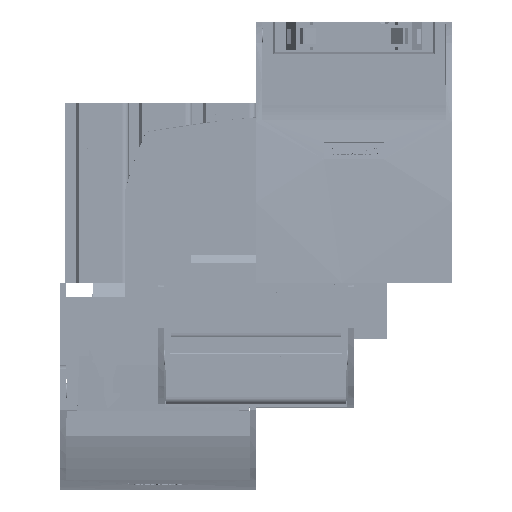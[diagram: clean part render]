
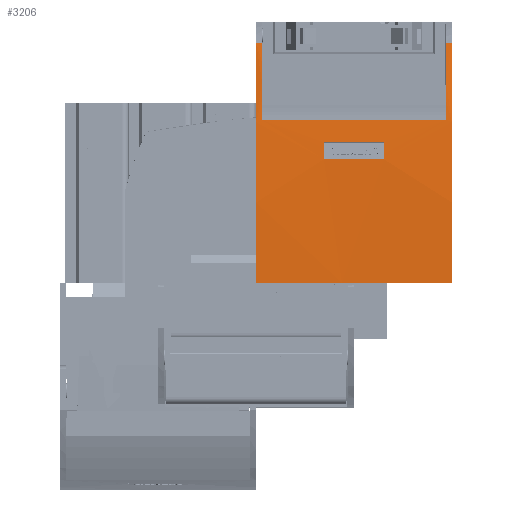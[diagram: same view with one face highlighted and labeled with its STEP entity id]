
A CAD part, top view. The second image highlights one B-rep face of the part: STEP entity #3206.
In plain terms, the highlighted cylindrical face has radius 400 mm (diameter 800 mm), a partial arc.
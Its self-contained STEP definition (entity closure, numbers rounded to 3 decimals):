
#3206 = ADVANCED_FACE( '', ( #7372, #7373 ), #7374, .T. );
#7372 = FACE_OUTER_BOUND( '', #12831, .T. );
#7373 = FACE_BOUND( '', #12832, .T. );
#7374 = CYLINDRICAL_SURFACE( '', #12833, 400. );
#12831 = EDGE_LOOP( '', ( #22712, #22713, #22714, #22715, #22716, #22717, #22718, #22719, #22720 ) );
#12832 = EDGE_LOOP( '', ( #22721, #22722, #22723, #22724 ) );
#12833 = AXIS2_PLACEMENT_3D( '', #22725, #22726, #22727 );
#22712 = ORIENTED_EDGE( '', *, *, #32182, .F. );
#22713 = ORIENTED_EDGE( '', *, *, #34023, .T. );
#22714 = ORIENTED_EDGE( '', *, *, #34024, .F. );
#22715 = ORIENTED_EDGE( '', *, *, #31229, .T. );
#22716 = ORIENTED_EDGE( '', *, *, #34025, .T. );
#22717 = ORIENTED_EDGE( '', *, *, #33374, .F. );
#22718 = ORIENTED_EDGE( '', *, *, #32656, .F. );
#22719 = ORIENTED_EDGE( '', *, *, #34026, .F. );
#22720 = ORIENTED_EDGE( '', *, *, #31738, .T. );
#22721 = ORIENTED_EDGE( '', *, *, #34027, .F. );
#22722 = ORIENTED_EDGE( '', *, *, #34028, .T. );
#22723 = ORIENTED_EDGE( '', *, *, #34029, .T. );
#22724 = ORIENTED_EDGE( '', *, *, #34030, .F. );
#22725 = CARTESIAN_POINT( '', ( 28.5, 363.9, -37. ) );
#22726 = DIRECTION( '', ( -1., 0., 0. ) );
#22727 = DIRECTION( '', ( 0., 0., 1. ) );
#31229 = EDGE_CURVE( '', #36471, #36475, #36477, .T. );
#31738 = EDGE_CURVE( '', #37374, #37372, #37375, .T. );
#32182 = EDGE_CURVE( '', #38139, #37372, #38140, .T. );
#32656 = EDGE_CURVE( '', #38912, #38908, #38914, .T. );
#33374 = EDGE_CURVE( '', #38908, #40012, #40013, .T. );
#34023 = EDGE_CURVE( '', #38139, #40953, #40954, .T. );
#34024 = EDGE_CURVE( '', #36471, #40953, #40955, .T. );
#34025 = EDGE_CURVE( '', #36475, #40012, #40956, .T. );
#34026 = EDGE_CURVE( '', #37374, #38912, #40957, .T. );
#34027 = EDGE_CURVE( '', #40958, #40959, #40960, .T. );
#34028 = EDGE_CURVE( '', #40958, #40961, #40962, .T. );
#34029 = EDGE_CURVE( '', #40961, #40963, #40964, .T. );
#34030 = EDGE_CURVE( '', #40959, #40963, #40965, .T. );
#36471 = VERTEX_POINT( '', #44261 );
#36475 = VERTEX_POINT( '', #44266 );
#36477 = LINE( '', #44268, #44269 );
#37372 = VERTEX_POINT( '', #46327 );
#37374 = VERTEX_POINT( '', #46329 );
#37375 = LINE( '', #46330, #46331 );
#38139 = VERTEX_POINT( '', #47942 );
#38140 = ELLIPSE( '', #47943, 400.015, 400. );
#38908 = VERTEX_POINT( '', #49695 );
#38912 = VERTEX_POINT( '', #49701 );
#38914 = LINE( '', #49704, #49705 );
#40012 = VERTEX_POINT( '', #51796 );
#40013 = LINE( '', #51797, #51798 );
#40953 = VERTEX_POINT( '', #53549 );
#40954 = LINE( '', #53550, #53551 );
#40955 = ELLIPSE( '', #53552, 400.015, 400. );
#40956 = CIRCLE( '', #53553, 400. );
#40957 = CIRCLE( '', #53554, 400. );
#40958 = VERTEX_POINT( '', #53555 );
#40959 = VERTEX_POINT( '', #53556 );
#40960 = CIRCLE( '', #53557, 400. );
#40961 = VERTEX_POINT( '', #53558 );
#40962 = LINE( '', #53559, #53560 );
#40963 = VERTEX_POINT( '', #53561 );
#40964 = CIRCLE( '', #53562, 400. );
#40965 = LINE( '', #53563, #53564 );
#44261 = CARTESIAN_POINT( '', ( -26.778, -29.927, 33. ) );
#44266 = CARTESIAN_POINT( '', ( -28.5, -29.927, 33. ) );
#44268 = CARTESIAN_POINT( '', ( 28.5, -29.927, 33. ) );
#44269 = VECTOR( '', #57960, 1000. );
#46327 = CARTESIAN_POINT( '', ( 26.778, -29.927, 33. ) );
#46329 = CARTESIAN_POINT( '', ( 28.5, -29.927, 33. ) );
#46330 = CARTESIAN_POINT( '', ( 28.5, -29.927, 33. ) );
#46331 = VECTOR( '', #58386, 1000. );
#47942 = CARTESIAN_POINT( '', ( 26.807, -33.27, 10.5 ) );
#47943 = AXIS2_PLACEMENT_3D( '', #58775, #58776, #58777 );
#49695 = CARTESIAN_POINT( '', ( -3.5, -36.1, -37. ) );
#49701 = CARTESIAN_POINT( '', ( 28.5, -36.1, -37. ) );
#49704 = CARTESIAN_POINT( '', ( 28.5, -36.1, -37. ) );
#49705 = VECTOR( '', #59189, 1000. );
#51796 = CARTESIAN_POINT( '', ( -28.5, -36.1, -37. ) );
#51797 = CARTESIAN_POINT( '', ( -3.5, -36.1, -37. ) );
#51798 = VECTOR( '', #59833, 1000. );
#53549 = CARTESIAN_POINT( '', ( -26.807, -33.27, 10.5 ) );
#53550 = CARTESIAN_POINT( '', ( 26.7, -33.27, 10.5 ) );
#53551 = VECTOR( '', #60397, 1000. );
#53552 = AXIS2_PLACEMENT_3D( '', #60398, #60399, #60400 );
#53553 = AXIS2_PLACEMENT_3D( '', #60401, #60402, #60403 );
#53554 = AXIS2_PLACEMENT_3D( '', #60404, #60405, #60406 );
#53555 = CARTESIAN_POINT( '', ( 8.75, -34.477, -1.007 ) );
#53556 = CARTESIAN_POINT( '', ( 8.75, -34., 3.938 ) );
#53557 = AXIS2_PLACEMENT_3D( '', #60407, #60408, #60409 );
#53558 = CARTESIAN_POINT( '', ( -8.75, -34.477, -1.007 ) );
#53559 = CARTESIAN_POINT( '', ( 8.75, -34.477, -1.007 ) );
#53560 = VECTOR( '', #60410, 1000. );
#53561 = CARTESIAN_POINT( '', ( -8.75, -34., 3.938 ) );
#53562 = AXIS2_PLACEMENT_3D( '', #60411, #60412, #60413 );
#53563 = CARTESIAN_POINT( '', ( 8.75, -34., 3.938 ) );
#53564 = VECTOR( '', #60414, 1000. );
#57960 = DIRECTION( '', ( -1., 0., 0. ) );
#58386 = DIRECTION( '', ( -1., 0., 0. ) );
#58775 = CARTESIAN_POINT( '', ( 23.341, 363.9, -37. ) );
#58776 = DIRECTION( '', ( -1., -0.009, 0. ) );
#58777 = DIRECTION( '', ( -0.009, 1., 0. ) );
#59189 = DIRECTION( '', ( -1., 0., 0. ) );
#59833 = DIRECTION( '', ( -1., 0., 0. ) );
#60397 = DIRECTION( '', ( -1., 0., 0. ) );
#60398 = CARTESIAN_POINT( '', ( -23.341, 363.9, -37. ) );
#60399 = DIRECTION( '', ( 1., -0.009, 0. ) );
#60400 = DIRECTION( '', ( -0.009, -1., 0. ) );
#60401 = CARTESIAN_POINT( '', ( -28.5, 363.9, -37. ) );
#60402 = DIRECTION( '', ( 1., 0., 0. ) );
#60403 = DIRECTION( '', ( 0., 1., 0. ) );
#60404 = CARTESIAN_POINT( '', ( 28.5, 363.9, -37. ) );
#60405 = DIRECTION( '', ( 1., 0., 0. ) );
#60406 = DIRECTION( '', ( 0., 1., 0. ) );
#60407 = CARTESIAN_POINT( '', ( 8.75, 363.9, -37. ) );
#60408 = DIRECTION( '', ( -1., 0., 0. ) );
#60409 = DIRECTION( '', ( 0., 1., 0. ) );
#60410 = DIRECTION( '', ( -1., 0., 0. ) );
#60411 = CARTESIAN_POINT( '', ( -8.75, 363.9, -37. ) );
#60412 = DIRECTION( '', ( -1., 0., 0. ) );
#60413 = DIRECTION( '', ( 0., 1., 0. ) );
#60414 = DIRECTION( '', ( -1., 0., 0. ) );
